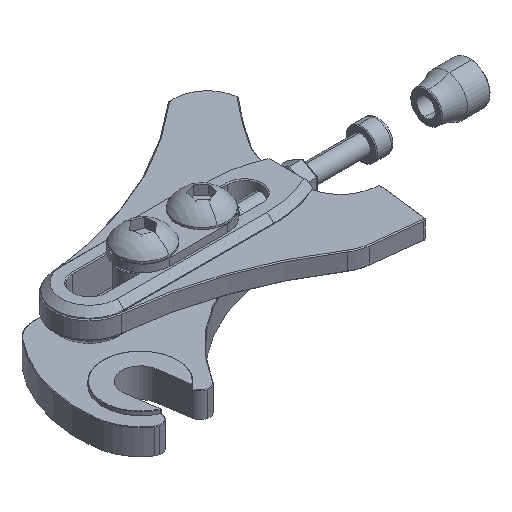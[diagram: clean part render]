
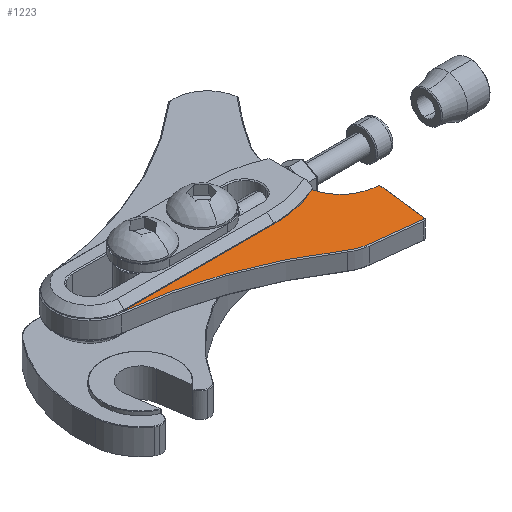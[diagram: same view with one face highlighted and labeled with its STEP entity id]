
A CAD part, isometric view. The second image highlights one B-rep face of the part: STEP entity #1223.
In plain terms, the highlighted face is planar.
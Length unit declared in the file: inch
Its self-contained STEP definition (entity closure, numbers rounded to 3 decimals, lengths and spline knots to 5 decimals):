
#181 = AXIS2_PLACEMENT_3D ( 'NONE', #448, #449, #450 ) ;
#183 = AXIS2_PLACEMENT_3D ( 'NONE', #472, #473, #675 ) ;
#184 = AXIS2_PLACEMENT_3D ( 'NONE', #7210, #7211, #7212 ) ;
#185 = AXIS2_PLACEMENT_3D ( 'NONE', #7214, #7215, #7216 ) ;
#186 = AXIS2_PLACEMENT_3D ( 'NONE', #7217, #7218, #7219 ) ;
#422 = DIRECTION ( 'NONE',  ( 0.943, -0.334, 0. ) ) ;
#448 = CARTESIAN_POINT ( 'NONE',  ( 0., 0., -0.09843 ) ) ;
#449 = DIRECTION ( 'NONE',  ( 0., 0., 1. ) ) ;
#450 = DIRECTION ( 'NONE',  ( 1., 0., 0. ) ) ;
#465 = CARTESIAN_POINT ( 'NONE',  ( -2.17795, -0.36034, -0.09843 ) ) ;
#466 = DIRECTION ( 'NONE',  ( 0.975, -0.221, 0. ) ) ;
#470 = CARTESIAN_POINT ( 'NONE',  ( -2.7079, -0.21964, -0.09843 ) ) ;
#471 = DIRECTION ( 'NONE',  ( -0.221, -0.975, 0. ) ) ;
#472 = CARTESIAN_POINT ( 'NONE',  ( -2.09169, 0.02, -0.09843 ) ) ;
#473 = DIRECTION ( 'NONE',  ( 0., 0., 1. ) ) ;
#531 = VERTEX_POINT ( 'NONE', #3129 ) ;
#542 = VERTEX_POINT ( 'NONE', #1929 ) ;
#553 = VERTEX_POINT ( 'NONE', #1918 ) ;
#556 = VERTEX_POINT ( 'NONE', #1915 ) ;
#557 = VERTEX_POINT ( 'NONE', #1914 ) ;
#558 = VERTEX_POINT ( 'NONE', #1037 ) ;
#561 = VERTEX_POINT ( 'NONE', #1035 ) ;
#588 = VERTEX_POINT ( 'NONE', #1577 ) ;
#594 = VERTEX_POINT ( 'NONE', #1583 ) ;
#664 = CARTESIAN_POINT ( 'NONE',  ( -0.12344, -0.3488, -0.09843 ) ) ;
#675 = DIRECTION ( 'NONE',  ( 1., 0., 0. ) ) ;
#866 = EDGE_CURVE ( 'NONE', #1675, #558, #5105, .T. ) ;
#875 = EDGE_CURVE ( 'NONE', #558, #1740, #5120, .T. ) ;
#886 = EDGE_CURVE ( 'NONE', #556, #1735, #5140, .T. ) ;
#887 = EDGE_CURVE ( 'NONE', #557, #556, #5143, .T. ) ;
#888 = EDGE_CURVE ( 'NONE', #594, #553, #5144, .T. ) ;
#889 = EDGE_CURVE ( 'NONE', #553, #561, #5146, .T. ) ;
#890 = EDGE_CURVE ( 'NONE', #588, #557, #5142, .T. ) ;
#891 = EDGE_CURVE ( 'NONE', #542, #594, #5149, .T. ) ;
#892 = EDGE_CURVE ( 'NONE', #531, #542, #5150, .T. ) ;
#1035 = CARTESIAN_POINT ( 'NONE',  ( -2.7079, -0.21964, -0.09843 ) ) ;
#1037 = CARTESIAN_POINT ( 'NONE',  ( -0.12344, -0.3488, -0.09843 ) ) ;
#1223 = ADVANCED_FACE ( 'NONE', ( #7090 ), #5892, .T. ) ;
#1577 = CARTESIAN_POINT ( 'NONE',  ( -2.70839, -0.22407, -0.09843 ) ) ;
#1583 = CARTESIAN_POINT ( 'NONE',  ( -2.56895, 0.30256, -0.09843 ) ) ;
#1652 = EDGE_CURVE ( 'NONE', #561, #588, #7136, .T. ) ;
#1675 = VERTEX_POINT ( 'NONE', #2714 ) ;
#1735 = VERTEX_POINT ( 'NONE', #5411 ) ;
#1740 = VERTEX_POINT ( 'NONE', #5420 ) ;
#1770 = EDGE_LOOP ( 'NONE', ( #2293, #2292, #2291, #2290, #2289, #2288, #2287, #2286, #2285, #2284, #2283, #2282 ) ) ;
#1914 = CARTESIAN_POINT ( 'NONE',  ( -2.69281, -0.24357, -0.09843 ) ) ;
#1915 = CARTESIAN_POINT ( 'NONE',  ( -2.17795, -0.36034, -0.09843 ) ) ;
#1918 = CARTESIAN_POINT ( 'NONE',  ( -2.59288, 0.28748, -0.09843 ) ) ;
#1929 = CARTESIAN_POINT ( 'NONE',  ( -2.5379, 0.29552, -0.09843 ) ) ;
#2282 = ORIENTED_EDGE ( 'NONE', *, *, #4489, .F. ) ;
#2283 = ORIENTED_EDGE ( 'NONE', *, *, #875, .T. ) ;
#2284 = ORIENTED_EDGE ( 'NONE', *, *, #866, .T. ) ;
#2285 = ORIENTED_EDGE ( 'NONE', *, *, #4516, .T. ) ;
#2286 = ORIENTED_EDGE ( 'NONE', *, *, #892, .F. ) ;
#2287 = ORIENTED_EDGE ( 'NONE', *, *, #891, .F. ) ;
#2288 = ORIENTED_EDGE ( 'NONE', *, *, #888, .F. ) ;
#2289 = ORIENTED_EDGE ( 'NONE', *, *, #889, .F. ) ;
#2290 = ORIENTED_EDGE ( 'NONE', *, *, #1652, .F. ) ;
#2291 = ORIENTED_EDGE ( 'NONE', *, *, #890, .F. ) ;
#2292 = ORIENTED_EDGE ( 'NONE', *, *, #887, .F. ) ;
#2293 = ORIENTED_EDGE ( 'NONE', *, *, #886, .F. ) ;
#2671 = CARTESIAN_POINT ( 'NONE',  ( -2.68839, -0.22407, -0.09843 ) ) ;
#2672 = DIRECTION ( 'NONE',  ( 0., 0., 1. ) ) ;
#2673 = DIRECTION ( 'NONE',  ( 1., 0., 0. ) ) ;
#2714 = CARTESIAN_POINT ( 'NONE',  ( -1.64379, 0.18923, -0.09843 ) ) ;
#3129 = CARTESIAN_POINT ( 'NONE',  ( -2.10263, 0.4732, -0.09843 ) ) ;
#3395 = AXIS2_PLACEMENT_3D ( 'NONE', #5897, #5905, #5906 ) ;
#3409 = AXIS2_PLACEMENT_3D ( 'NONE', #2671, #2672, #2673 ) ;
#3488 = AXIS2_PLACEMENT_3D ( 'NONE', #7329, #7330, #7331 ) ;
#3502 = AXIS2_PLACEMENT_3D ( 'NONE', #7397, #7398, #7399 ) ;
#4381 = CIRCLE ( 'NONE', #3488, 4.01 ) ;
#4424 = CIRCLE ( 'NONE', #3502, 1.27 ) ;
#4489 = EDGE_CURVE ( 'NONE', #1735, #1740, #4381, .T. ) ;
#4516 = EDGE_CURVE ( 'NONE', #531, #1675, #4424, .T. ) ;
#5105 = LINE ( 'NONE', #664, #5111 ) ;
#5111 = VECTOR ( 'NONE', #422, 39.37008 ) ;
#5120 = CIRCLE ( 'NONE', #181, 0.37 ) ;
#5140 = CIRCLE ( 'NONE', #183, 0.39 ) ;
#5142 = CIRCLE ( 'NONE', #185, 0.02 ) ;
#5143 = LINE ( 'NONE', #465, #5145 ) ;
#5144 = CIRCLE ( 'NONE', #184, 0.02 ) ;
#5145 = VECTOR ( 'NONE', #466, 39.37008 ) ;
#5146 = LINE ( 'NONE', #470, #5148 ) ;
#5148 = VECTOR ( 'NONE', #471, 39.37008 ) ;
#5149 = LINE ( 'NONE', #7213, #5151 ) ;
#5150 = CIRCLE ( 'NONE', #186, 0.41 ) ;
#5151 = VECTOR ( 'NONE', #7209, 39.37008 ) ;
#5411 = CARTESIAN_POINT ( 'NONE',  ( -1.99889, -0.35879, -0.09843 ) ) ;
#5420 = CARTESIAN_POINT ( 'NONE',  ( -0.08825, -0.35932, -0.09843 ) ) ;
#5892 = PLANE ( 'NONE',  #3395 ) ;
#5897 = CARTESIAN_POINT ( 'NONE',  ( 0., 0., -0.09843 ) ) ;
#5905 = DIRECTION ( 'NONE',  ( 0., 0., -1. ) ) ;
#5906 = DIRECTION ( 'NONE',  ( 1., 0., 0. ) ) ;
#7090 = FACE_OUTER_BOUND ( 'NONE', #1770, .T. ) ;
#7136 = CIRCLE ( 'NONE', #3409, 0.02 ) ;
#7209 = DIRECTION ( 'NONE',  ( -0.975, 0.221, 0. ) ) ;
#7210 = CARTESIAN_POINT ( 'NONE',  ( -2.57338, 0.28306, -0.09843 ) ) ;
#7211 = DIRECTION ( 'NONE',  ( 0., 0., 1. ) ) ;
#7212 = DIRECTION ( 'NONE',  ( 1., 0., 0. ) ) ;
#7213 = CARTESIAN_POINT ( 'NONE',  ( -2.56895, 0.30256, -0.09843 ) ) ;
#7214 = CARTESIAN_POINT ( 'NONE',  ( -2.68839, -0.22407, -0.09843 ) ) ;
#7215 = DIRECTION ( 'NONE',  ( 0., 0., 1. ) ) ;
#7216 = DIRECTION ( 'NONE',  ( 1., 0., 0. ) ) ;
#7217 = CARTESIAN_POINT ( 'NONE',  ( -2.44722, 0.69536, -0.09843 ) ) ;
#7218 = DIRECTION ( 'NONE',  ( 0., 0., -1. ) ) ;
#7219 = DIRECTION ( 'NONE',  ( 1., 0., 0. ) ) ;
#7329 = CARTESIAN_POINT ( 'NONE',  ( -1.04464, -4.2536, -0.09843 ) ) ;
#7330 = DIRECTION ( 'NONE',  ( 0., 0., -1. ) ) ;
#7331 = DIRECTION ( 'NONE',  ( 1., 0., 0. ) ) ;
#7397 = CARTESIAN_POINT ( 'NONE',  ( -1.22011, 1.38647, -0.09843 ) ) ;
#7398 = DIRECTION ( 'NONE',  ( 0., 0., 1. ) ) ;
#7399 = DIRECTION ( 'NONE',  ( 1., 0., 0. ) ) ;
